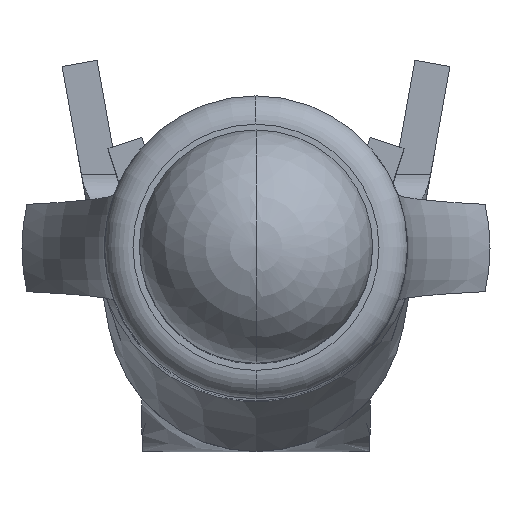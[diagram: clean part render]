
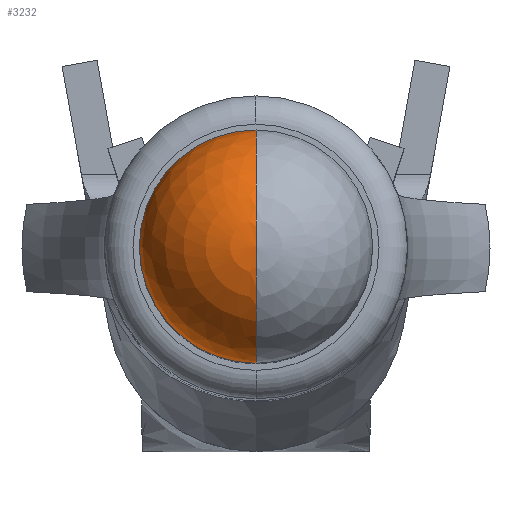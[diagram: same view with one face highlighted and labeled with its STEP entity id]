
A CAD part, top view. The second image highlights one B-rep face of the part: STEP entity #3232.
In plain terms, the highlighted spherical face has radius 1.041 mm.
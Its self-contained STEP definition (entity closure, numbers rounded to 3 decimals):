
#1092=CARTESIAN_POINT('',(0.,1.353,-1.041));
#1093=DIRECTION('',(0.,0.,-1.));
#1094=DIRECTION('',(0.,-1.,0.));
#1095=AXIS2_PLACEMENT_3D('',#1092,#1093,#1094);
#1097=CARTESIAN_POINT('',(0.,1.353,-1.041));
#1098=DIRECTION('',(1.,0.,0.));
#1099=DIRECTION('',(0.,0.,1.));
#1100=AXIS2_PLACEMENT_3D('',#1097,#1098,#1099);
#1102=CARTESIAN_POINT('',(0.,1.353,-1.041));
#1103=DIRECTION('',(-1.,0.,0.));
#1104=DIRECTION('',(0.,0.,1.));
#1105=AXIS2_PLACEMENT_3D('',#1102,#1103,#1104);
#1486=CARTESIAN_POINT('',(0.,0.311,-1.041));
#1488=VERTEX_POINT('',#1486);
#1490=CARTESIAN_POINT('',(0.,2.394,-1.041));
#1492=VERTEX_POINT('',#1490);
#1494=CARTESIAN_POINT('',(0.,1.353,0.));
#1495=VERTEX_POINT('',#1494);
#3220=CARTESIAN_POINT('',(0.,1.353,-1.041));
#3221=DIRECTION('',(0.,0.,1.));
#3222=DIRECTION('',(0.,1.,0.));
#3223=AXIS2_PLACEMENT_3D('',#3220,#3221,#3222);
#3224=SPHERICAL_SURFACE('',#3223,1.041);
#3226=ORIENTED_EDGE('',*,*,#3225,.T.);
#3227=ORIENTED_EDGE('',*,*,#3215,.T.);
#3229=ORIENTED_EDGE('',*,*,#3228,.F.);
#3230=EDGE_LOOP('',(#3226,#3227,#3229));
#3231=FACE_OUTER_BOUND('',#3230,.F.);
#1096=CIRCLE('',#1095,1.041);
#1101=CIRCLE('',#1100,1.041);
#1106=CIRCLE('',#1105,1.041);
#3215=EDGE_CURVE('',#1488,#1492,#1096,.T.);
#3225=EDGE_CURVE('',#1495,#1488,#1101,.T.);
#3228=EDGE_CURVE('',#1495,#1492,#1106,.T.);
#3232=ADVANCED_FACE('',(#3231),#3224,.T.);
